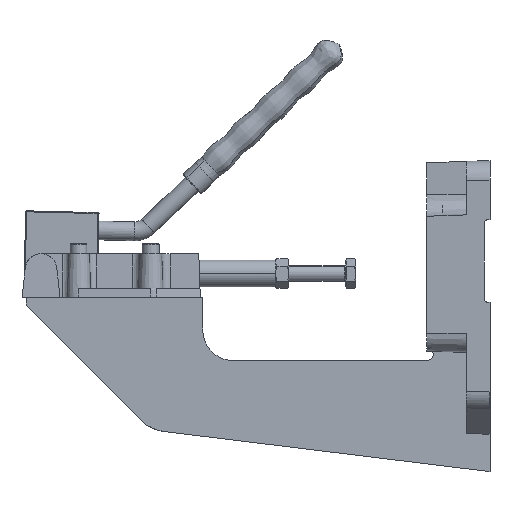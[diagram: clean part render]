
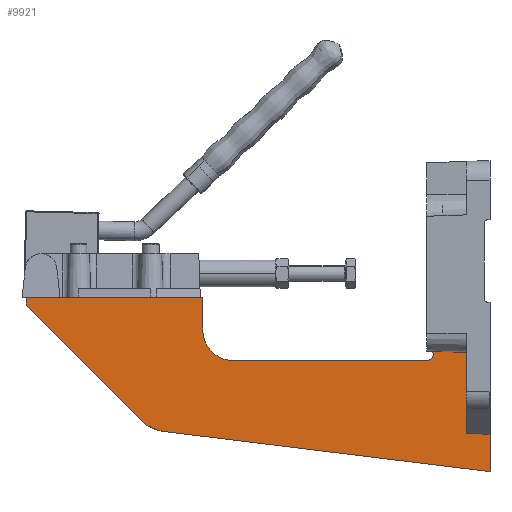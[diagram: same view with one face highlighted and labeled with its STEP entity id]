
A CAD part, left-side view. The second image highlights one B-rep face of the part: STEP entity #9921.
In plain terms, the highlighted planar face has unit normal (-1, 0, 0).
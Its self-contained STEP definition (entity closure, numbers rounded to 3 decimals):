
#274 = VERTEX_POINT ( 'NONE', #16658 ) ;
#704 = VECTOR ( 'NONE', #17743, 1000. ) ;
#1167 = VERTEX_POINT ( 'NONE', #19586 ) ;
#1237 = DIRECTION ( 'NONE',  ( 0., 0., -1. ) ) ;
#1752 = CIRCLE ( 'NONE', #14800, 3.335 ) ;
#2449 = LINE ( 'NONE', #12126, #13358 ) ;
#2512 = CIRCLE ( 'NONE', #7217, 15.5 ) ;
#2587 = ORIENTED_EDGE ( 'NONE', *, *, #14653, .T. ) ;
#2860 = VECTOR ( 'NONE', #5935, 1000. ) ;
#2903 = VERTEX_POINT ( 'NONE', #11755 ) ;
#3090 = ORIENTED_EDGE ( 'NONE', *, *, #9808, .T. ) ;
#3214 = VERTEX_POINT ( 'NONE', #14896 ) ;
#3435 = DIRECTION ( 'NONE',  ( 0., 0., -1. ) ) ;
#3472 = DIRECTION ( 'NONE',  ( 1., 0., 0. ) ) ;
#4466 = ORIENTED_EDGE ( 'NONE', *, *, #16219, .F. ) ;
#4472 = VERTEX_POINT ( 'NONE', #16913 ) ;
#4734 = VECTOR ( 'NONE', #8804, 1000. ) ;
#4823 = DIRECTION ( 'NONE',  ( 0., 0.999, 0.04 ) ) ;
#4874 = EDGE_LOOP ( 'NONE', ( #15839, #15555, #13397, #8682, #5423, #4466, #14679, #2587, #16088, #3090, #19616, #8484, #8314 ) ) ;
#5005 = CIRCLE ( 'NONE', #10306, 18. ) ;
#5024 = CARTESIAN_POINT ( 'NONE',  ( -25., 162.704, -49.84 ) ) ;
#5090 = DIRECTION ( 'NONE',  ( 0., 0., 1. ) ) ;
#5158 = EDGE_CURVE ( 'NONE', #8362, #3214, #2512, .T. ) ;
#5208 = LINE ( 'NONE', #10334, #4734 ) ;
#5423 = ORIENTED_EDGE ( 'NONE', *, *, #19550, .T. ) ;
#5595 = EDGE_CURVE ( 'NONE', #12211, #16763, #15577, .T. ) ;
#5665 = EDGE_CURVE ( 'NONE', #14488, #12211, #9340, .T. ) ;
#5935 = DIRECTION ( 'NONE',  ( 0., -0.707, -0.707 ) ) ;
#6106 = DIRECTION ( 'NONE',  ( 0., 0., 1. ) ) ;
#6327 = CARTESIAN_POINT ( 'NONE',  ( -25., 0., -87.953 ) ) ;
#6591 = DIRECTION ( 'NONE',  ( 0., 0., -1. ) ) ;
#6673 = CARTESIAN_POINT ( 'NONE',  ( -25., 129.5, -32. ) ) ;
#6735 = CARTESIAN_POINT ( 'NONE',  ( -25., 234., -4. ) ) ;
#7021 = LINE ( 'NONE', #9705, #15236 ) ;
#7217 = AXIS2_PLACEMENT_3D ( 'NONE', #12766, #3472, #14313 ) ;
#7877 = VECTOR ( 'NONE', #6106, 1000. ) ;
#8272 = CARTESIAN_POINT ( 'NONE',  ( -25., 32., -28.665 ) ) ;
#8314 = ORIENTED_EDGE ( 'NONE', *, *, #5595, .T. ) ;
#8362 = VERTEX_POINT ( 'NONE', #18818 ) ;
#8484 = ORIENTED_EDGE ( 'NONE', *, *, #5665, .T. ) ;
#8524 = CARTESIAN_POINT ( 'NONE',  ( -25., 0., -28.253 ) ) ;
#8682 = ORIENTED_EDGE ( 'NONE', *, *, #5158, .T. ) ;
#8769 = VECTOR ( 'NONE', #1237, 1000. ) ;
#8804 = DIRECTION ( 'NONE',  ( 0., -1., 0. ) ) ;
#9086 = DIRECTION ( 'NONE',  ( 0., -0.993, -0.122 ) ) ;
#9340 = LINE ( 'NONE', #15639, #17053 ) ;
#9705 = CARTESIAN_POINT ( 'NONE',  ( -25., 145., 6. ) ) ;
#9806 = DIRECTION ( 'NONE',  ( 0., 0., -1. ) ) ;
#9808 = EDGE_CURVE ( 'NONE', #17688, #18032, #2449, .T. ) ;
#9921 = ADVANCED_FACE ( 'NONE', ( #19640 ), #14214, .F. ) ;
#9951 = CARTESIAN_POINT ( 'NONE',  ( -25., 0., -69.15 ) ) ;
#10098 = VECTOR ( 'NONE', #18981, 1000. ) ;
#10275 = VECTOR ( 'NONE', #16705, 1000. ) ;
#10306 = AXIS2_PLACEMENT_3D ( 'NONE', #5024, #15848, #6591 ) ;
#10332 = EDGE_CURVE ( 'NONE', #14488, #18032, #16977, .T. ) ;
#10334 = CARTESIAN_POINT ( 'NONE',  ( -25., 32., 0. ) ) ;
#10836 = VERTEX_POINT ( 'NONE', #14342 ) ;
#11541 = CARTESIAN_POINT ( 'NONE',  ( -25., 164.898, -67.706 ) ) ;
#11755 = CARTESIAN_POINT ( 'NONE',  ( -25., 32., -32. ) ) ;
#12109 = CARTESIAN_POINT ( 'NONE',  ( -25., 0., -57.571 ) ) ;
#12126 = CARTESIAN_POINT ( 'NONE',  ( -25., 164.898, -67.706 ) ) ;
#12211 = VERTEX_POINT ( 'NONE', #14076 ) ;
#12727 = DIRECTION ( 'NONE',  ( 1., 0., 0. ) ) ;
#12766 = CARTESIAN_POINT ( 'NONE',  ( -25., 129.5, -16.5 ) ) ;
#12855 = AXIS2_PLACEMENT_3D ( 'NONE', #18884, #12727, #3435 ) ;
#12926 = EDGE_CURVE ( 'NONE', #2903, #8362, #13721, .T. ) ;
#13358 = VECTOR ( 'NONE', #9086, 1000. ) ;
#13397 = ORIENTED_EDGE ( 'NONE', *, *, #12926, .T. ) ;
#13654 = CARTESIAN_POINT ( 'NONE',  ( -25., 234., -4. ) ) ;
#13721 = LINE ( 'NONE', #6673, #10098 ) ;
#14076 = CARTESIAN_POINT ( 'NONE',  ( -25., 11.93, -68.669 ) ) ;
#14214 = PLANE ( 'NONE',  #12855 ) ;
#14313 = DIRECTION ( 'NONE',  ( 0., 0., -1. ) ) ;
#14342 = CARTESIAN_POINT ( 'NONE',  ( -25., 175.432, -62.568 ) ) ;
#14391 = LINE ( 'NONE', #15139, #10275 ) ;
#14488 = VERTEX_POINT ( 'NONE', #9951 ) ;
#14653 = EDGE_CURVE ( 'NONE', #16596, #10836, #18860, .T. ) ;
#14679 = ORIENTED_EDGE ( 'NONE', *, *, #17219, .F. ) ;
#14800 = AXIS2_PLACEMENT_3D ( 'NONE', #8272, #19056, #9806 ) ;
#14896 = CARTESIAN_POINT ( 'NONE',  ( -25., 145., -16.5 ) ) ;
#15139 = CARTESIAN_POINT ( 'NONE',  ( -25., 234., -87.953 ) ) ;
#15160 = CARTESIAN_POINT ( 'NONE',  ( -25., 11.93, -27.836 ) ) ;
#15236 = VECTOR ( 'NONE', #5090, 1000. ) ;
#15374 = CARTESIAN_POINT ( 'NONE',  ( -25., 11.93, -57.571 ) ) ;
#15486 = EDGE_CURVE ( 'NONE', #10836, #17688, #5005, .T. ) ;
#15555 = ORIENTED_EDGE ( 'NONE', *, *, #17561, .T. ) ;
#15577 = LINE ( 'NONE', #15374, #7877 ) ;
#15639 = CARTESIAN_POINT ( 'NONE',  ( -25., 1.15, -69.104 ) ) ;
#15839 = ORIENTED_EDGE ( 'NONE', *, *, #19123, .F. ) ;
#15848 = DIRECTION ( 'NONE',  ( -1., 0., 0. ) ) ;
#16088 = ORIENTED_EDGE ( 'NONE', *, *, #15486, .T. ) ;
#16219 = EDGE_CURVE ( 'NONE', #4472, #1167, #5208, .T. ) ;
#16596 = VERTEX_POINT ( 'NONE', #6735 ) ;
#16658 = CARTESIAN_POINT ( 'NONE',  ( -25., 28.985, -27.241 ) ) ;
#16705 = DIRECTION ( 'NONE',  ( 0., 0., 1. ) ) ;
#16722 = LINE ( 'NONE', #8524, #704 ) ;
#16763 = VERTEX_POINT ( 'NONE', #15160 ) ;
#16913 = CARTESIAN_POINT ( 'NONE',  ( -25., 234., 0. ) ) ;
#16977 = LINE ( 'NONE', #12109, #8769 ) ;
#17053 = VECTOR ( 'NONE', #4823, 1000. ) ;
#17219 = EDGE_CURVE ( 'NONE', #16596, #4472, #14391, .T. ) ;
#17561 = EDGE_CURVE ( 'NONE', #274, #2903, #1752, .T. ) ;
#17688 = VERTEX_POINT ( 'NONE', #11541 ) ;
#17743 = DIRECTION ( 'NONE',  ( 0., -0.999, -0.035 ) ) ;
#18032 = VERTEX_POINT ( 'NONE', #6327 ) ;
#18818 = CARTESIAN_POINT ( 'NONE',  ( -25., 129.5, -32. ) ) ;
#18860 = LINE ( 'NONE', #13654, #2860 ) ;
#18884 = CARTESIAN_POINT ( 'NONE',  ( -25., 32., -87.953 ) ) ;
#18981 = DIRECTION ( 'NONE',  ( 0., 1., 0. ) ) ;
#19056 = DIRECTION ( 'NONE',  ( 1., 0., 0. ) ) ;
#19123 = EDGE_CURVE ( 'NONE', #274, #16763, #16722, .T. ) ;
#19550 = EDGE_CURVE ( 'NONE', #3214, #1167, #7021, .T. ) ;
#19586 = CARTESIAN_POINT ( 'NONE',  ( -25., 145., 0. ) ) ;
#19616 = ORIENTED_EDGE ( 'NONE', *, *, #10332, .F. ) ;
#19640 = FACE_OUTER_BOUND ( 'NONE', #4874, .T. ) ;
